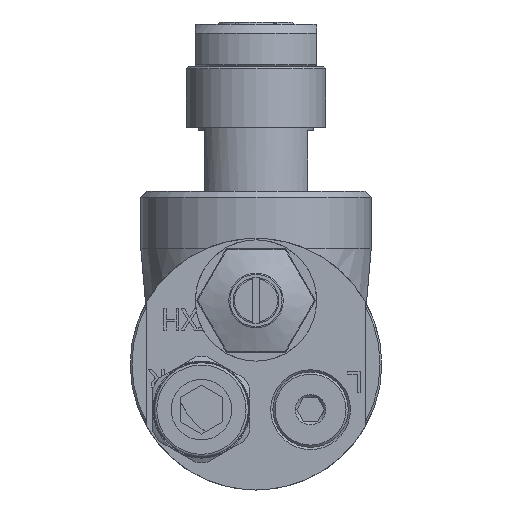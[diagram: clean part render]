
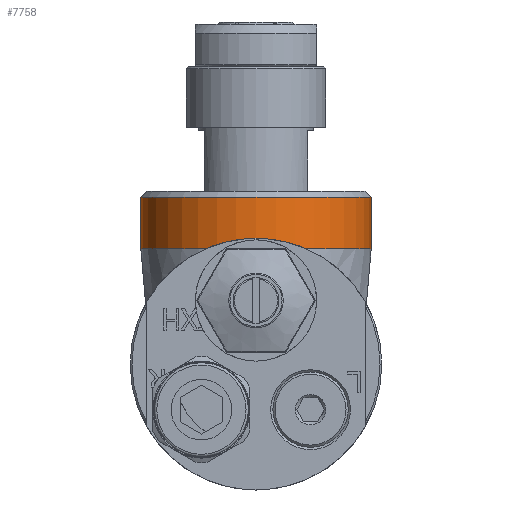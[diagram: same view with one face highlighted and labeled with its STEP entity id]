
A CAD part, left-side view. The second image highlights one B-rep face of the part: STEP entity #7758.
In plain terms, the highlighted cylindrical face has radius 19 mm (diameter 38 mm), a full revolution.
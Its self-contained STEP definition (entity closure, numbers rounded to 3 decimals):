
#63=FACE_BOUND('',#1472,.T.);
#64=FACE_BOUND('',#1473,.T.);
#1035=FACE_OUTER_BOUND('',#1471,.T.);
#1471=EDGE_LOOP('',(#5512,#5513,#5514,#5515,#5516,#5517,#5518,#5519,#5520,
#5521,#5522));
#1472=EDGE_LOOP('',(#5523,#5524));
#1473=EDGE_LOOP('',(#5525,#5526));
#1875=B_SPLINE_CURVE_WITH_KNOTS('',3,(#11441,#11442,#11443,#11444,#11445,
#11446,#11447,#11448,#11449,#11450,#11451,#11452,#11453,#11454,#11455,#11456,
#11457,#11458),.UNSPECIFIED.,.F.,.F.,(4,2,2,2,2,2,2,2,4),(0.16,
0.188,0.226,0.264,0.301,
0.339,0.377,0.414,0.443),
 .UNSPECIFIED.);
#1876=B_SPLINE_CURVE_WITH_KNOTS('',3,(#11462,#11463,#11464,#11465,#11466,
#11467,#11468,#11469,#11470,#11471,#11472,#11473,#11474,#11475,#11476,#11477,
#11478,#11479,#11480),.UNSPECIFIED.,.F.,.F.,(4,2,2,2,3,2,2,2,4),(0.461,
0.49,0.527,0.565,0.603,
0.64,0.678,0.716,0.744),
 .UNSPECIFIED.);
#2047=CIRCLE('',#8285,19.);
#2048=CIRCLE('',#8286,19.);
#2049=CIRCLE('',#8287,19.);
#2050=CIRCLE('',#8288,19.);
#2051=CIRCLE('',#8289,19.);
#2052=CIRCLE('',#8290,19.);
#2053=CIRCLE('',#8291,19.);
#2054=CIRCLE('',#8292,19.);
#2055=CIRCLE('',#8293,19.);
#2407=LINE('',#11437,#2906);
#2408=LINE('',#11459,#2907);
#2409=LINE('',#11481,#2908);
#2906=VECTOR('',#9278,19.);
#2907=VECTOR('',#9281,10.);
#2908=VECTOR('',#9282,10.);
#3449=VERTEX_POINT('',#11420);
#3450=VERTEX_POINT('',#11421);
#3451=VERTEX_POINT('',#11423);
#3452=VERTEX_POINT('',#11425);
#3453=VERTEX_POINT('',#11427);
#3454=VERTEX_POINT('',#11429);
#3455=VERTEX_POINT('',#11431);
#3456=VERTEX_POINT('',#11433);
#3457=VERTEX_POINT('',#11436);
#3458=VERTEX_POINT('',#11439);
#3459=VERTEX_POINT('',#11440);
#3460=VERTEX_POINT('',#11460);
#3461=VERTEX_POINT('',#11461);
#4237=EDGE_CURVE('',#3449,#3450,#2047,.T.);
#4238=EDGE_CURVE('',#3450,#3451,#2048,.T.);
#4239=EDGE_CURVE('',#3451,#3452,#2049,.T.);
#4240=EDGE_CURVE('',#3452,#3453,#2050,.T.);
#4241=EDGE_CURVE('',#3453,#3454,#2051,.T.);
#4242=EDGE_CURVE('',#3454,#3455,#2052,.T.);
#4243=EDGE_CURVE('',#3455,#3456,#2053,.T.);
#4244=EDGE_CURVE('',#3456,#3449,#2054,.T.);
#4245=EDGE_CURVE('',#3449,#3457,#2407,.T.);
#4246=EDGE_CURVE('',#3457,#3457,#2055,.T.);
#4247=EDGE_CURVE('',#3458,#3459,#1875,.T.);
#4248=EDGE_CURVE('',#3459,#3458,#2408,.T.);
#4249=EDGE_CURVE('',#3460,#3461,#1876,.T.);
#4250=EDGE_CURVE('',#3461,#3460,#2409,.T.);
#5512=ORIENTED_EDGE('',*,*,#4237,.T.);
#5513=ORIENTED_EDGE('',*,*,#4238,.T.);
#5514=ORIENTED_EDGE('',*,*,#4239,.T.);
#5515=ORIENTED_EDGE('',*,*,#4240,.T.);
#5516=ORIENTED_EDGE('',*,*,#4241,.T.);
#5517=ORIENTED_EDGE('',*,*,#4242,.T.);
#5518=ORIENTED_EDGE('',*,*,#4243,.T.);
#5519=ORIENTED_EDGE('',*,*,#4244,.T.);
#5520=ORIENTED_EDGE('',*,*,#4245,.T.);
#5521=ORIENTED_EDGE('',*,*,#4246,.T.);
#5522=ORIENTED_EDGE('',*,*,#4245,.F.);
#5523=ORIENTED_EDGE('',*,*,#4247,.T.);
#5524=ORIENTED_EDGE('',*,*,#4248,.T.);
#5525=ORIENTED_EDGE('',*,*,#4249,.T.);
#5526=ORIENTED_EDGE('',*,*,#4250,.T.);
#7626=CYLINDRICAL_SURFACE('',#8284,19.);
#7758=ADVANCED_FACE('',(#1035,#63,#64),#7626,.T.);
#8284=AXIS2_PLACEMENT_3D('',#11419,#9260,#9261);
#8285=AXIS2_PLACEMENT_3D('',#11422,#9262,#9263);
#8286=AXIS2_PLACEMENT_3D('',#11424,#9264,#9265);
#8287=AXIS2_PLACEMENT_3D('',#11426,#9266,#9267);
#8288=AXIS2_PLACEMENT_3D('',#11428,#9268,#9269);
#8289=AXIS2_PLACEMENT_3D('',#11430,#9270,#9271);
#8290=AXIS2_PLACEMENT_3D('',#11432,#9272,#9273);
#8291=AXIS2_PLACEMENT_3D('',#11434,#9274,#9275);
#8292=AXIS2_PLACEMENT_3D('',#11435,#9276,#9277);
#8293=AXIS2_PLACEMENT_3D('',#11438,#9279,#9280);
#9260=DIRECTION('center_axis',(0.,0.,
-1.));
#9261=DIRECTION('ref_axis',(1.,0.,0.));
#9262=DIRECTION('center_axis',(0.,0.,
1.));
#9263=DIRECTION('ref_axis',(1.,0.,0.));
#9264=DIRECTION('center_axis',(0.,0.,
1.));
#9265=DIRECTION('ref_axis',(1.,0.,0.));
#9266=DIRECTION('center_axis',(0.,0.,
1.));
#9267=DIRECTION('ref_axis',(1.,0.,0.));
#9268=DIRECTION('center_axis',(0.,0.,
1.));
#9269=DIRECTION('ref_axis',(1.,0.,0.));
#9270=DIRECTION('center_axis',(0.,0.,
1.));
#9271=DIRECTION('ref_axis',(1.,0.,0.));
#9272=DIRECTION('center_axis',(0.,0.,
1.));
#9273=DIRECTION('ref_axis',(1.,0.,0.));
#9274=DIRECTION('center_axis',(0.,0.,
1.));
#9275=DIRECTION('ref_axis',(1.,0.,0.));
#9276=DIRECTION('center_axis',(0.,0.,
1.));
#9277=DIRECTION('ref_axis',(1.,0.,0.));
#9278=DIRECTION('',(0.,0.,1.));
#9279=DIRECTION('center_axis',(0.,0.,
-1.));
#9280=DIRECTION('ref_axis',(1.,0.,0.));
#9281=DIRECTION('',(0.,0.,1.));
#9282=DIRECTION('',(0.,0.,-1.));
#11419=CARTESIAN_POINT('Origin',(184.035,0.,
29.5));
#11420=CARTESIAN_POINT('',(165.035,0.,19.05));
#11421=CARTESIAN_POINT('',(165.035,-0.024,19.05));
#11422=CARTESIAN_POINT('Origin',(184.035,0.,
19.05));
#11423=CARTESIAN_POINT('',(184.035,-19.,19.05));
#11424=CARTESIAN_POINT('Origin',(184.035,0.,
19.05));
#11425=CARTESIAN_POINT('',(188.951,-18.353,19.05));
#11426=CARTESIAN_POINT('Origin',(184.035,0.,
19.05));
#11427=CARTESIAN_POINT('',(202.146,-5.746,19.05));
#11428=CARTESIAN_POINT('Origin',(184.035,0.,
19.05));
#11429=CARTESIAN_POINT('',(202.146,5.746,19.05));
#11430=CARTESIAN_POINT('Origin',(184.035,0.,
19.05));
#11431=CARTESIAN_POINT('',(188.973,18.347,19.05));
#11432=CARTESIAN_POINT('Origin',(184.035,0.,
19.05));
#11433=CARTESIAN_POINT('',(184.035,19.,19.05));
#11434=CARTESIAN_POINT('Origin',(184.035,0.,
19.05));
#11435=CARTESIAN_POINT('Origin',(184.035,0.,
19.05));
#11436=CARTESIAN_POINT('',(165.035,0.,27.5));
#11437=CARTESIAN_POINT('',(165.035,0.,29.5));
#11438=CARTESIAN_POINT('Origin',(184.035,0.,
27.5));
#11439=CARTESIAN_POINT('',(203.035,0.092,26.996));
#11440=CARTESIAN_POINT('',(203.035,0.092,25.004));
#11441=CARTESIAN_POINT('Ctrl Pts',(203.035,0.092,26.996));
#11442=CARTESIAN_POINT('Ctrl Pts',(203.035,0.189,26.987));
#11443=CARTESIAN_POINT('Ctrl Pts',(203.033,0.289,26.963));
#11444=CARTESIAN_POINT('Ctrl Pts',(203.029,0.506,26.873));
#11445=CARTESIAN_POINT('Ctrl Pts',(203.025,0.618,26.796));
#11446=CARTESIAN_POINT('Ctrl Pts',(203.019,0.796,26.618));
#11447=CARTESIAN_POINT('Ctrl Pts',(203.015,0.873,26.506));
#11448=CARTESIAN_POINT('Ctrl Pts',(203.01,0.975,26.26));
#11449=CARTESIAN_POINT('Ctrl Pts',(203.009,1.,26.126));
#11450=CARTESIAN_POINT('Ctrl Pts',(203.009,1.,25.874));
#11451=CARTESIAN_POINT('Ctrl Pts',(203.01,0.975,25.74));
#11452=CARTESIAN_POINT('Ctrl Pts',(203.015,0.873,25.494));
#11453=CARTESIAN_POINT('Ctrl Pts',(203.019,0.796,25.382));
#11454=CARTESIAN_POINT('Ctrl Pts',(203.025,0.618,25.204));
#11455=CARTESIAN_POINT('Ctrl Pts',(203.029,0.506,25.127));
#11456=CARTESIAN_POINT('Ctrl Pts',(203.033,0.289,25.037));
#11457=CARTESIAN_POINT('Ctrl Pts',(203.035,0.189,25.013));
#11458=CARTESIAN_POINT('Ctrl Pts',(203.035,0.092,25.004));
#11459=CARTESIAN_POINT('',(203.035,0.092,29.5));
#11460=CARTESIAN_POINT('',(203.035,-0.092,25.004));
#11461=CARTESIAN_POINT('',(203.035,-0.092,26.996));
#11462=CARTESIAN_POINT('Ctrl Pts',(203.035,-0.092,25.004));
#11463=CARTESIAN_POINT('Ctrl Pts',(203.035,-0.189,
25.013));
#11464=CARTESIAN_POINT('Ctrl Pts',(203.033,-0.289,25.037));
#11465=CARTESIAN_POINT('Ctrl Pts',(203.029,-0.506,
25.127));
#11466=CARTESIAN_POINT('Ctrl Pts',(203.025,-0.618,
25.204));
#11467=CARTESIAN_POINT('Ctrl Pts',(203.019,-0.796,
25.382));
#11468=CARTESIAN_POINT('Ctrl Pts',(203.015,-0.873,25.494));
#11469=CARTESIAN_POINT('Ctrl Pts',(203.01,-0.975,
25.74));
#11470=CARTESIAN_POINT('Ctrl Pts',(203.009,-1.,25.874));
#11471=CARTESIAN_POINT('Ctrl Pts',(203.009,-1.,26.));
#11472=CARTESIAN_POINT('Ctrl Pts',(203.009,-1.,26.126));
#11473=CARTESIAN_POINT('Ctrl Pts',(203.01,-0.975,
26.26));
#11474=CARTESIAN_POINT('Ctrl Pts',(203.015,-0.873,26.506));
#11475=CARTESIAN_POINT('Ctrl Pts',(203.019,-0.796,
26.618));
#11476=CARTESIAN_POINT('Ctrl Pts',(203.025,-0.618,
26.796));
#11477=CARTESIAN_POINT('Ctrl Pts',(203.029,-0.506,
26.873));
#11478=CARTESIAN_POINT('Ctrl Pts',(203.033,-0.289,26.963));
#11479=CARTESIAN_POINT('Ctrl Pts',(203.035,-0.189,
26.987));
#11480=CARTESIAN_POINT('Ctrl Pts',(203.035,-0.092,26.996));
#11481=CARTESIAN_POINT('',(203.035,-0.092,29.5));
